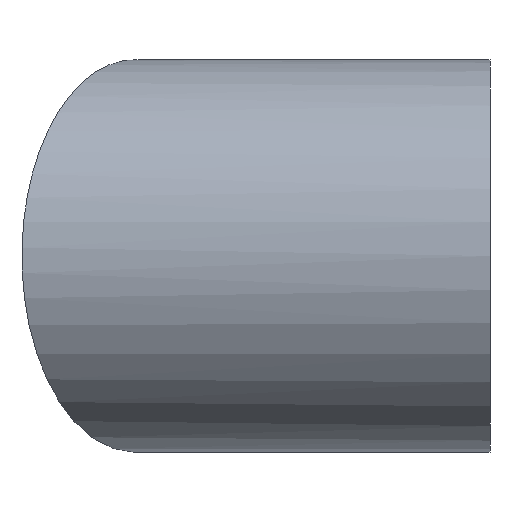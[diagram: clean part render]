
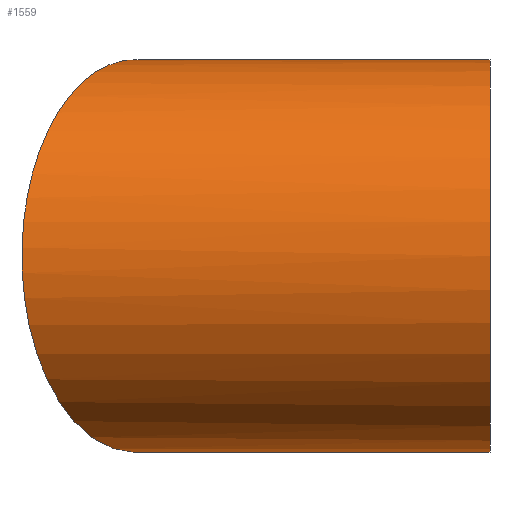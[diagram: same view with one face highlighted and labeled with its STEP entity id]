
A CAD part, left-side view. The second image highlights one B-rep face of the part: STEP entity #1559.
In plain terms, the highlighted cylindrical face has radius 125 mm (diameter 250 mm), a full revolution.
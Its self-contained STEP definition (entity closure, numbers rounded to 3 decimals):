
#1559 = ADVANCED_FACE( '', ( #3338, #3339 ), #3340, .T. );
#3338 = FACE_OUTER_BOUND( '', #5669, .T. );
#3339 = FACE_OUTER_BOUND( '', #5670, .T. );
#3340 = CYLINDRICAL_SURFACE( '', #5671, 125. );
#5669 = EDGE_LOOP( '', ( #10057 ) );
#5670 = EDGE_LOOP( '', ( #10058 ) );
#5671 = AXIS2_PLACEMENT_3D( '', #10059, #10060, #10061 );
#10057 = ORIENTED_EDGE( '', *, *, #14513, .T. );
#10058 = ORIENTED_EDGE( '', *, *, #14877, .F. );
#10059 = CARTESIAN_POINT( '', ( 0., 0., 0. ) );
#10060 = DIRECTION( '', ( 0., 1., 0. ) );
#10061 = DIRECTION( '', ( 0., 0., -1. ) );
#14513 = EDGE_CURVE( '', #17970, #17970, #17971, .F. );
#14877 = EDGE_CURVE( '', #18543, #18543, #18544, .T. );
#17970 = VERTEX_POINT( '', #22841 );
#17971 = ELLIPSE( '', #22842, 144.338, 125. );
#18543 = VERTEX_POINT( '', #23690 );
#18544 = CIRCLE( '', #23691, 125. );
#22841 = CARTESIAN_POINT( '', ( 125., 153.58, 0. ) );
#22842 = AXIS2_PLACEMENT_3D( '', #26779, #26780, #26781 );
#23690 = CARTESIAN_POINT( '', ( 0., 0., -125. ) );
#23691 = AXIS2_PLACEMENT_3D( '', #27058, #27059, #27060 );
#26779 = CARTESIAN_POINT( '', ( 0., 225.748, 0. ) );
#26780 = DIRECTION( '', ( 0.5, 0.866, 0. ) );
#26781 = DIRECTION( '', ( 0.866, -0.5, 0. ) );
#27058 = CARTESIAN_POINT( '', ( 0., 0., 0. ) );
#27059 = DIRECTION( '', ( 0., -1., 0. ) );
#27060 = DIRECTION( '', ( 0., 0., -1. ) );
